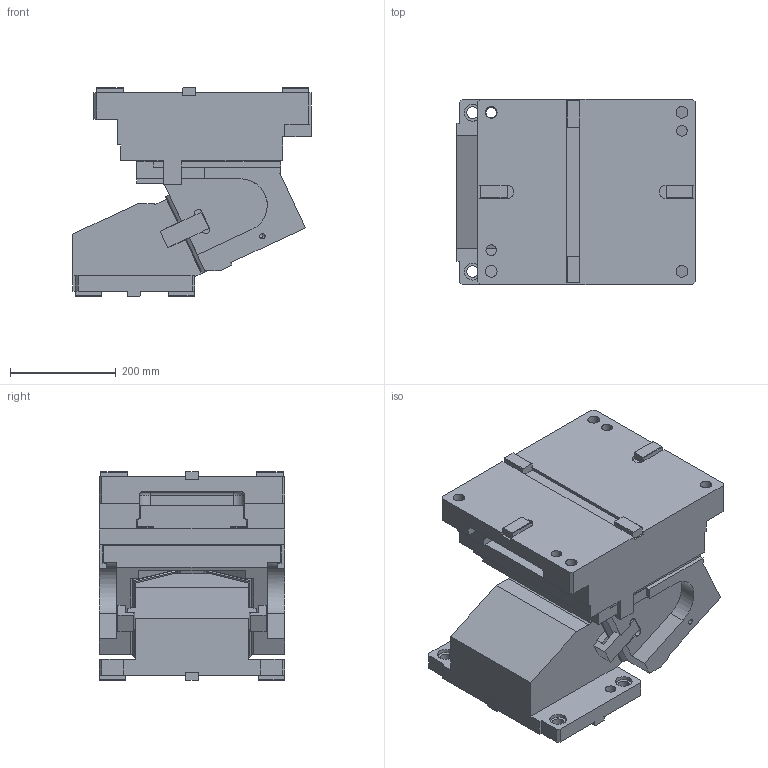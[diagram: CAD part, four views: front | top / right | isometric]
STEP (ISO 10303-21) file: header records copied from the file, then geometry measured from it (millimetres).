
FILE_DESCRIPTION(('CATIA V5 STEP Exchange'),'2;1');
FILE_NAME('CACV_350_65.stp','2015-04-24T14:19:25+00:00',('none'),('none'),'CATIA Version 5 Release 19 SP 2 (IN-10)','CATIA V5 STEP AP203','none');
FILE_SCHEMA(('CONFIG_CONTROL_DESIGN'));
Length unit declared in the file: millimetre
Products named in the file (1): CACV_350_65
Bounding box: 450 x 350 x 393 mm (x, y, z)
Volume: 32993476.6 mm3; surface area: 1479847 mm2
Topology: 3 solids, 4 shells, 569 faces, 1683 edges, 1114 vertices
Faces by surface type: plane 396, cylinder 147, bspline 10, cone 10, torus 4, extrusion 2
Entity records: 19280 total; most frequent: CARTESIAN_POINT 4635, ORIENTED_EDGE 3304, DIRECTION 2546, EDGE_CURVE 1652, VECTOR 1346, LINE 1344, VERTEX_POINT 1105, AXIS2_PLACEMENT_3D 699
